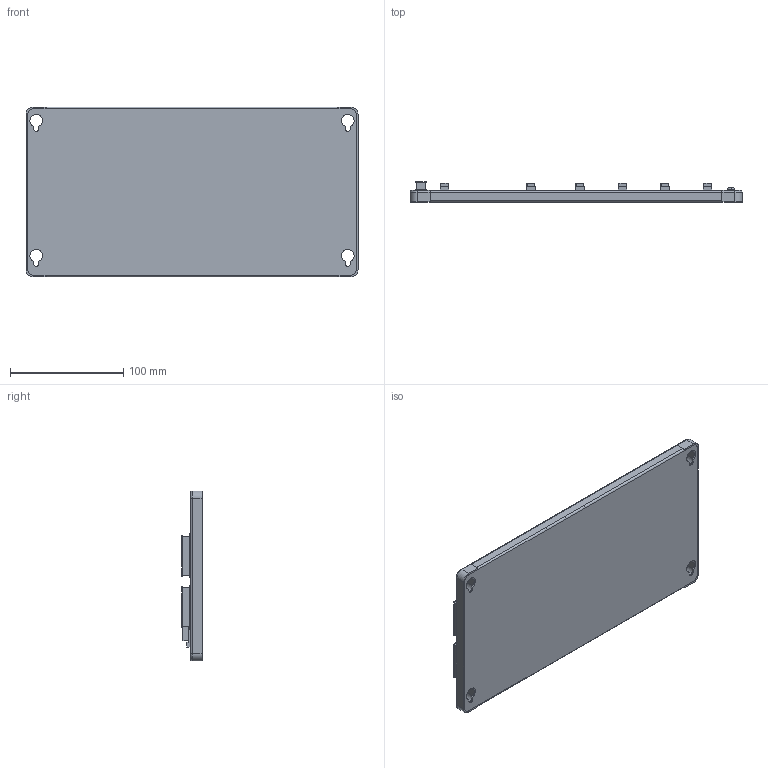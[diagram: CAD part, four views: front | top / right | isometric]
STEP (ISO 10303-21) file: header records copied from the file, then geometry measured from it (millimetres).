
FILE_DESCRIPTION (( 'STEP AP214' ), '1' );
FILE_NAME ('D4-04B-1.step', '2014-09-23T18:02:14', ( '' ), ( '' ), 'SwSTEP 2.0', 'SolidWorks 2014', '' );
FILE_SCHEMA (( 'AUTOMOTIVE_DESIGN' ));
Length unit declared in the file: inch
Products named in the file (1): D4-04B-1
Bounding box: 292.86 x 17.93 x 149.86 mm (x, y, z)
Volume: 160676 mm3; surface area: 158836.2 mm2
Topology: 1 solids, 4 shells, 450 faces, 1220 edges, 798 vertices
Faces by surface type: plane 350, cylinder 78, torus 22
Entity records: 18503 total; most frequent: CARTESIAN_POINT 2469, ORIENTED_EDGE 2440, DIRECTION 2322, EDGE_CURVE 1220, VECTOR 1020, LINE 1020, VERTEX_POINT 798, AXIS2_PLACEMENT_3D 651
